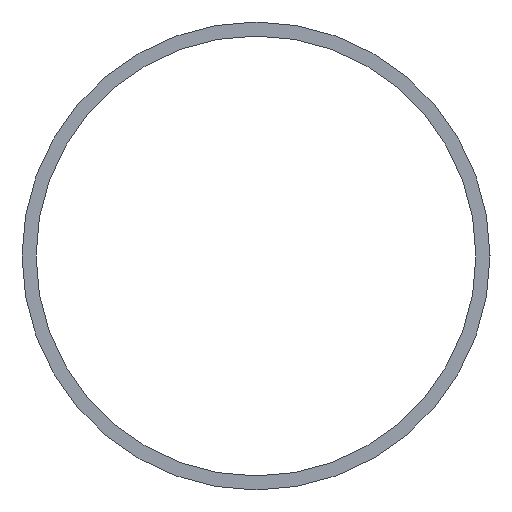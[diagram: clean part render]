
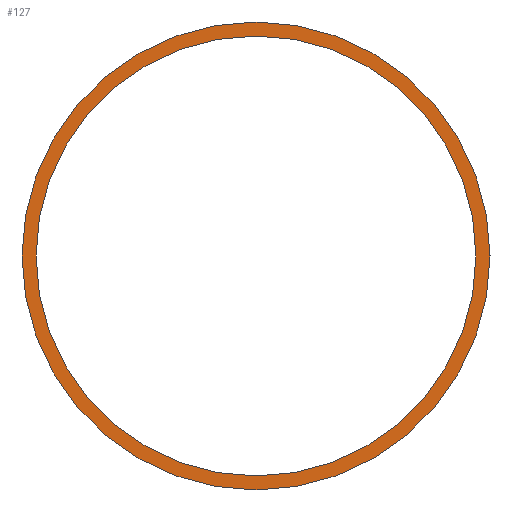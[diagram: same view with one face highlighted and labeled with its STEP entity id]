
A CAD part, left-side view. The second image highlights one B-rep face of the part: STEP entity #127.
In plain terms, the highlighted planar face has unit normal (-1, 0, 0).
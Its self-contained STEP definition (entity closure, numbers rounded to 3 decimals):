
#1 = DIRECTION ( 'NONE',  ( 0., 0., -1. ) ) ;
#4 = CIRCLE ( 'NONE', #18, 25. ) ;
#5 = DIRECTION ( 'NONE',  ( 1., 0., 0. ) ) ;
#10 = EDGE_CURVE ( 'NONE', #42, #42, #4, .T. ) ;
#14 = CARTESIAN_POINT ( 'NONE',  ( 0., 0., 0. ) ) ;
#18 = AXIS2_PLACEMENT_3D ( 'NONE', #101, #37, #55 ) ;
#37 = DIRECTION ( 'NONE',  ( 1., 0., 0. ) ) ;
#40 = FACE_OUTER_BOUND ( 'NONE', #89, .T. ) ;
#42 = VERTEX_POINT ( 'NONE', #62 ) ;
#50 = VERTEX_POINT ( 'NONE', #124 ) ;
#55 = DIRECTION ( 'NONE',  ( 0., 0., -1. ) ) ;
#58 = EDGE_CURVE ( 'NONE', #50, #50, #106, .T. ) ;
#62 = CARTESIAN_POINT ( 'NONE',  ( 0., 0., -25. ) ) ;
#63 = AXIS2_PLACEMENT_3D ( 'NONE', #14, #72, #1 ) ;
#72 = DIRECTION ( 'NONE',  ( 1., 0., 0. ) ) ;
#74 = PLANE ( 'NONE',  #98 ) ;
#77 = ORIENTED_EDGE ( 'NONE', *, *, #10, .F. ) ;
#82 = CARTESIAN_POINT ( 'NONE',  ( 0., 0., 0. ) ) ;
#84 = DIRECTION ( 'NONE',  ( 0., 0., -1. ) ) ;
#89 = EDGE_LOOP ( 'NONE', ( #77 ) ) ;
#90 = EDGE_LOOP ( 'NONE', ( #100 ) ) ;
#98 = AXIS2_PLACEMENT_3D ( 'NONE', #82, #5, #84 ) ;
#100 = ORIENTED_EDGE ( 'NONE', *, *, #58, .T. ) ;
#101 = CARTESIAN_POINT ( 'NONE',  ( 0., 0., 0. ) ) ;
#102 = FACE_BOUND ( 'NONE', #90, .T. ) ;
#106 = CIRCLE ( 'NONE', #63, 23.5 ) ;
#124 = CARTESIAN_POINT ( 'NONE',  ( 0., 0., -23.5 ) ) ;
#127 = ADVANCED_FACE ( 'NONE', ( #40, #102 ), #74, .F. ) ;
